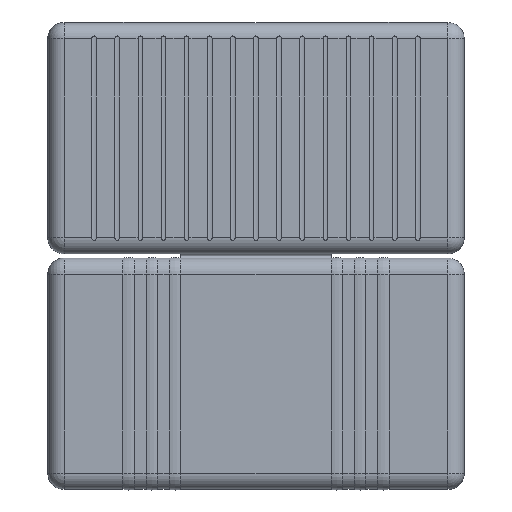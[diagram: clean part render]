
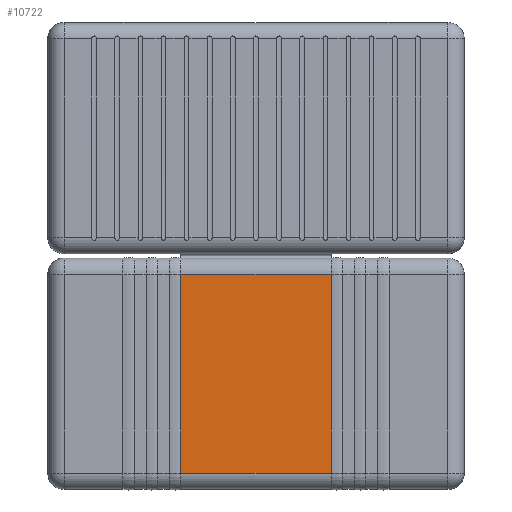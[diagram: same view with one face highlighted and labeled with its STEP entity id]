
A CAD part, front view. The second image highlights one B-rep face of the part: STEP entity #10722.
In plain terms, the highlighted planar face has unit normal (0, -1, 0).
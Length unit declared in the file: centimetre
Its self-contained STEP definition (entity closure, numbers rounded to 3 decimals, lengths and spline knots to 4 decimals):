
#459 = LINE ( 'NONE', #9701, #31333 ) ;
#591 = EDGE_CURVE ( 'NONE', #18076, #3578, #23149, .T. ) ;
#809 = CARTESIAN_POINT ( 'NONE',  ( 3.25, -2.4, -4.3 ) ) ;
#2501 = DIRECTION ( 'NONE',  ( -1., 0., 0. ) ) ;
#3578 = VERTEX_POINT ( 'NONE', #7753 ) ;
#6245 = EDGE_CURVE ( 'NONE', #30627, #3578, #9490, .T. ) ;
#6751 = VECTOR ( 'NONE', #11867, 100. ) ;
#6914 = VECTOR ( 'NONE', #28056, 100. ) ;
#7566 = ORIENTED_EDGE ( 'NONE', *, *, #9345, .T. ) ;
#7753 = CARTESIAN_POINT ( 'NONE',  ( -3.25, -2.4, 4.3 ) ) ;
#9345 = EDGE_CURVE ( 'NONE', #18076, #10295, #459, .T. ) ;
#9490 = LINE ( 'NONE', #19580, #14634 ) ;
#9625 = ORIENTED_EDGE ( 'NONE', *, *, #22939, .T. ) ;
#9630 = CARTESIAN_POINT ( 'NONE',  ( -3.25, -2.4, -4.3 ) ) ;
#9701 = CARTESIAN_POINT ( 'NONE',  ( 9., -2.4, -4.3 ) ) ;
#10295 = VERTEX_POINT ( 'NONE', #809 ) ;
#10722 = ADVANCED_FACE ( 'NONE', ( #17637 ), #20015, .T. ) ;
#11563 = LINE ( 'NONE', #13751, #6751 ) ;
#11799 = CARTESIAN_POINT ( 'NONE',  ( 3.25, -2.4, 4.3 ) ) ;
#11867 = DIRECTION ( 'NONE',  ( 0., 0., 1. ) ) ;
#13660 = CARTESIAN_POINT ( 'NONE',  ( -3.25, -2.4, -4.3 ) ) ;
#13751 = CARTESIAN_POINT ( 'NONE',  ( 3.25, -2.4, -4.3 ) ) ;
#14583 = ORIENTED_EDGE ( 'NONE', *, *, #6245, .T. ) ;
#14634 = VECTOR ( 'NONE', #2501, 100. ) ;
#14640 = DIRECTION ( 'NONE',  ( 0., -1., 0. ) ) ;
#14858 = ORIENTED_EDGE ( 'NONE', *, *, #591, .F. ) ;
#14875 = DIRECTION ( 'NONE',  ( 1., 0., 0. ) ) ;
#17637 = FACE_OUTER_BOUND ( 'NONE', #21629, .T. ) ;
#18076 = VERTEX_POINT ( 'NONE', #9630 ) ;
#19580 = CARTESIAN_POINT ( 'NONE',  ( -9., -2.4, 4.3 ) ) ;
#20015 = PLANE ( 'NONE',  #21067 ) ;
#21067 = AXIS2_PLACEMENT_3D ( 'NONE', #24447, #14640, #21921 ) ;
#21629 = EDGE_LOOP ( 'NONE', ( #14583, #14858, #7566, #9625 ) ) ;
#21921 = DIRECTION ( 'NONE',  ( 0., 0., -1. ) ) ;
#22939 = EDGE_CURVE ( 'NONE', #10295, #30627, #11563, .T. ) ;
#23149 = LINE ( 'NONE', #13660, #6914 ) ;
#24447 = CARTESIAN_POINT ( 'NONE',  ( 0., -2.4, 0. ) ) ;
#28056 = DIRECTION ( 'NONE',  ( 0., 0., 1. ) ) ;
#30627 = VERTEX_POINT ( 'NONE', #11799 ) ;
#31333 = VECTOR ( 'NONE', #14875, 100. ) ;
